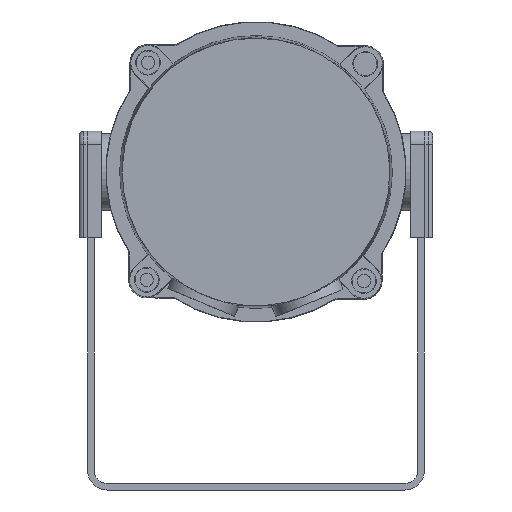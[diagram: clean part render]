
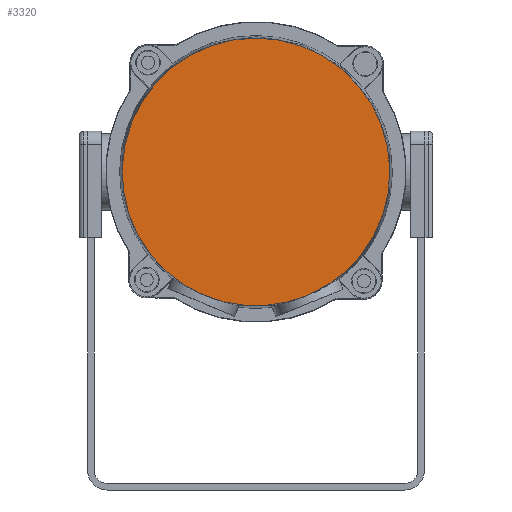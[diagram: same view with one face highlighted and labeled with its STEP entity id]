
A CAD part, left-side view. The second image highlights one B-rep face of the part: STEP entity #3320.
In plain terms, the highlighted planar face has unit normal (-1, 0, 0).
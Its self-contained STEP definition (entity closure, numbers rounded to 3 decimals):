
#42 = EDGE_LOOP ( 'NONE', ( #3962, #3947 ) ) ;
#86 = PLANE ( 'NONE',  #2165 ) ;
#610 = DIRECTION ( 'NONE',  ( 0., 0., -1. ) ) ;
#887 = CARTESIAN_POINT ( 'NONE',  ( -38., 0., 0. ) ) ;
#1046 = DIRECTION ( 'NONE',  ( 1., 0., 0. ) ) ;
#1227 = EDGE_CURVE ( 'NONE', #2192, #3140, #1597, .T. ) ;
#1597 = CIRCLE ( 'NONE', #2347, 61. ) ;
#1962 = CARTESIAN_POINT ( 'NONE',  ( -38., -23.344, -56.357 ) ) ;
#2165 = AXIS2_PLACEMENT_3D ( 'NONE', #4423, #4428, #3949 ) ;
#2192 = VERTEX_POINT ( 'NONE', #5397 ) ;
#2347 = AXIS2_PLACEMENT_3D ( 'NONE', #887, #4363, #2975 ) ;
#2626 = FACE_OUTER_BOUND ( 'NONE', #42, .T. ) ;
#2975 = DIRECTION ( 'NONE',  ( 0., 0., -1. ) ) ;
#3140 = VERTEX_POINT ( 'NONE', #1962 ) ;
#3320 = ADVANCED_FACE ( 'NONE', ( #2626 ), #86, .T. ) ;
#3570 = CIRCLE ( 'NONE', #4223, 61. ) ;
#3947 = ORIENTED_EDGE ( 'NONE', *, *, #5171, .F. ) ;
#3949 = DIRECTION ( 'NONE',  ( 0., 0., 1. ) ) ;
#3962 = ORIENTED_EDGE ( 'NONE', *, *, #1227, .F. ) ;
#4206 = CARTESIAN_POINT ( 'NONE',  ( -38., 0., 0. ) ) ;
#4223 = AXIS2_PLACEMENT_3D ( 'NONE', #4206, #1046, #610 ) ;
#4363 = DIRECTION ( 'NONE',  ( 1., 0., 0. ) ) ;
#4423 = CARTESIAN_POINT ( 'NONE',  ( -38., 0., 0. ) ) ;
#4428 = DIRECTION ( 'NONE',  ( -1., 0., 0. ) ) ;
#5171 = EDGE_CURVE ( 'NONE', #3140, #2192, #3570, .T. ) ;
#5397 = CARTESIAN_POINT ( 'NONE',  ( -38., 23.344, -56.357 ) ) ;
